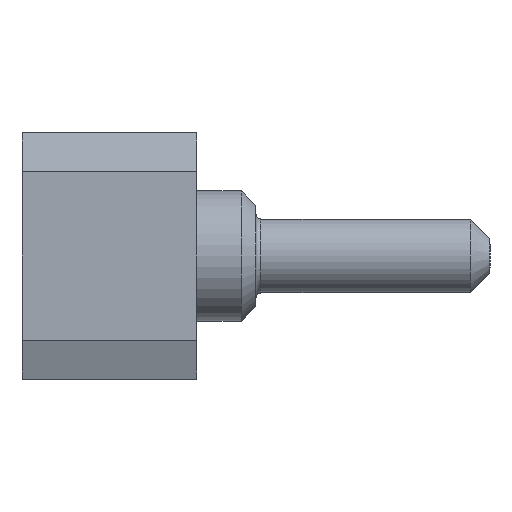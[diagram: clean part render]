
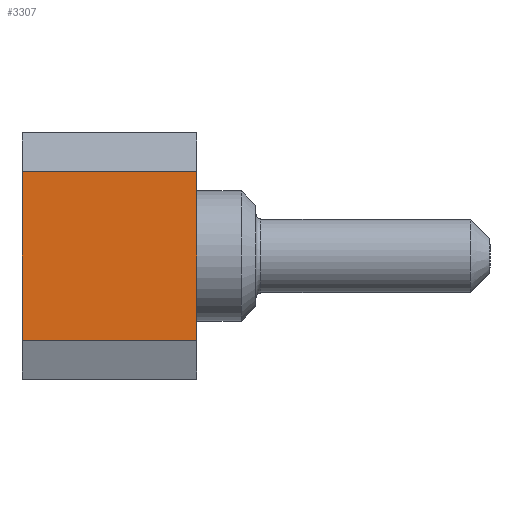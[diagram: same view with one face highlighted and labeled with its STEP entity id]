
A CAD part, left-side view. The second image highlights one B-rep face of the part: STEP entity #3307.
In plain terms, the highlighted planar face has unit normal (-1, 0, 0).
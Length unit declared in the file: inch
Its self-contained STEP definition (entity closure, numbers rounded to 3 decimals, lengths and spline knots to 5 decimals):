
#134 = VERTEX_POINT ( 'NONE', #3648 ) ;
#228 = CARTESIAN_POINT ( 'NONE',  ( -0.01203, -0.071, -0.01575 ) ) ;
#251 = CARTESIAN_POINT ( 'NONE',  ( -0.01203, -0.071, -0.08425 ) ) ;
#359 = DIRECTION ( 'NONE',  ( 0., 0., 1. ) ) ;
#409 = VERTEX_POINT ( 'NONE', #1056 ) ;
#481 = DIRECTION ( 'NONE',  ( 0., 0., 1. ) ) ;
#493 = VECTOR ( 'NONE', #1064, 39.37008 ) ;
#657 = LINE ( 'NONE', #4057, #1485 ) ;
#755 = EDGE_CURVE ( 'NONE', #409, #134, #3558, .T. ) ;
#910 = AXIS2_PLACEMENT_3D ( 'NONE', #2185, #3432, #359 ) ;
#1056 = CARTESIAN_POINT ( 'NONE',  ( -0.01203, 0., -0.08425 ) ) ;
#1064 = DIRECTION ( 'NONE',  ( 0., 1., 0. ) ) ;
#1128 = LINE ( 'NONE', #251, #1746 ) ;
#1143 = DIRECTION ( 'NONE',  ( 0., 1., 0. ) ) ;
#1208 = EDGE_CURVE ( 'NONE', #1266, #134, #2034, .T. ) ;
#1238 = DIRECTION ( 'NONE',  ( 0., 0., 1. ) ) ;
#1266 = VERTEX_POINT ( 'NONE', #228 ) ;
#1296 = EDGE_CURVE ( 'NONE', #1786, #409, #1128, .T. ) ;
#1485 = VECTOR ( 'NONE', #1238, 39.37008 ) ;
#1582 = PLANE ( 'NONE',  #910 ) ;
#1674 = CARTESIAN_POINT ( 'NONE',  ( -0.01203, -0.071, -0.01575 ) ) ;
#1746 = VECTOR ( 'NONE', #1143, 39.37008 ) ;
#1786 = VERTEX_POINT ( 'NONE', #1838 ) ;
#1811 = EDGE_CURVE ( 'NONE', #1786, #1266, #657, .T. ) ;
#1838 = CARTESIAN_POINT ( 'NONE',  ( -0.01203, -0.071, -0.08425 ) ) ;
#1982 = ORIENTED_EDGE ( 'NONE', *, *, #1811, .T. ) ;
#2034 = LINE ( 'NONE', #1674, #493 ) ;
#2143 = VECTOR ( 'NONE', #481, 39.37008 ) ;
#2185 = CARTESIAN_POINT ( 'NONE',  ( -0.01203, -0.071, -0.08425 ) ) ;
#2742 = EDGE_LOOP ( 'NONE', ( #3026, #3254, #1982, #3174 ) ) ;
#3026 = ORIENTED_EDGE ( 'NONE', *, *, #755, .F. ) ;
#3174 = ORIENTED_EDGE ( 'NONE', *, *, #1208, .T. ) ;
#3254 = ORIENTED_EDGE ( 'NONE', *, *, #1296, .F. ) ;
#3307 = ADVANCED_FACE ( 'NONE', ( #3760 ), #1582, .T. ) ;
#3432 = DIRECTION ( 'NONE',  ( -1., 0., 0. ) ) ;
#3558 = LINE ( 'NONE', #3887, #2143 ) ;
#3648 = CARTESIAN_POINT ( 'NONE',  ( -0.01203, 0., -0.01575 ) ) ;
#3760 = FACE_OUTER_BOUND ( 'NONE', #2742, .T. ) ;
#3887 = CARTESIAN_POINT ( 'NONE',  ( -0.01203, 0., -0.08425 ) ) ;
#4057 = CARTESIAN_POINT ( 'NONE',  ( -0.01203, -0.071, -0.08425 ) ) ;
